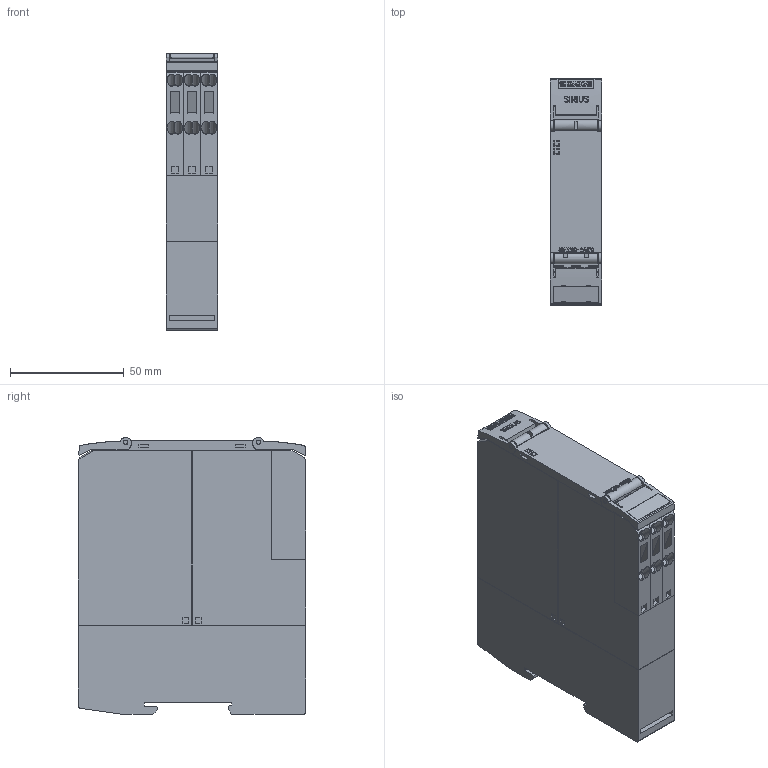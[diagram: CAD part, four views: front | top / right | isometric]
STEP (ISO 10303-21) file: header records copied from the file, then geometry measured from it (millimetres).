
FILE_DESCRIPTION(('STEP AP214'),'1');
FILE_NAME('cctmp_88FCF3BC-2723-4492-A078-7C40F178233F_2023_07_21_14_29_31_0625..stp','2023-07-21T12:29:32',('SIEMENS A&D'),('CADClick - www.CADClick.com'),'Spatial InterOp 3D postprocessed',' ','unknown authorization');
FILE_SCHEMA(('AUTOMOTIVE_DESIGN'));
Length unit declared in the file: millimetre
Products named in the file (1): 2023_07_21_14_29_31_0573
Bounding box: 22.5 x 100 x 121.7 mm (x, y, z)
Volume: 259633.6 mm3; surface area: 50451.1 mm2
Topology: 1 solids, 4 shells, 1288 faces, 3549 edges, 2352 vertices
Faces by surface type: plane 1001, cylinder 223, cone 48, torus 16
Entity records: 68897 total; most frequent: CARTESIAN_POINT 8084, STYLED_ITEM 7182, PRESENTATION_STYLE_ASSIGNMENT 7182, ORIENTED_EDGE 7082, DIRECTION 6694, EDGE_CURVE 3541, CURVE_STYLE 3541, DRAUGHTING_PRE_DEFINED_CURVE_FONT 3541
